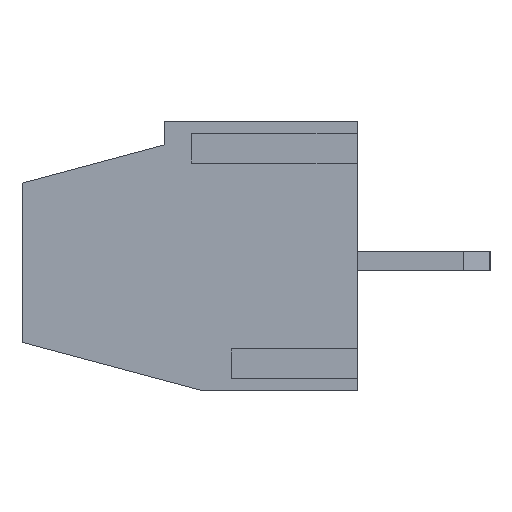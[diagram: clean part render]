
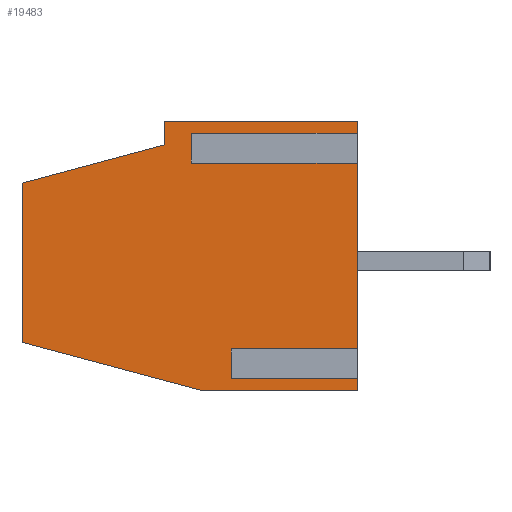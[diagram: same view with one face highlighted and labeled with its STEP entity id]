
A CAD part, left-side view. The second image highlights one B-rep face of the part: STEP entity #19483.
In plain terms, the highlighted planar face has unit normal (-1, 0, 0).
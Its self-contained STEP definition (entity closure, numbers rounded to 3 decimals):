
#61 = EDGE_CURVE ( 'NONE', #23088, #13099, #760, .T. ) ;
#713 = VERTEX_POINT ( 'NONE', #6994 ) ;
#760 = LINE ( 'NONE', #11261, #9738 ) ;
#959 = LINE ( 'NONE', #21851, #31104 ) ;
#968 = ORIENTED_EDGE ( 'NONE', *, *, #23890, .T. ) ;
#1100 = VERTEX_POINT ( 'NONE', #23655 ) ;
#1292 = VECTOR ( 'NONE', #30569, 1000. ) ;
#1487 = EDGE_CURVE ( 'NONE', #27566, #27304, #18589, .T. ) ;
#1530 = LINE ( 'NONE', #15126, #1292 ) ;
#1717 = FACE_OUTER_BOUND ( 'NONE', #27701, .T. ) ;
#1789 = CARTESIAN_POINT ( 'NONE',  ( -2.5, 5., 3.132 ) ) ;
#1953 = VECTOR ( 'NONE', #7121, 1000. ) ;
#1998 = DIRECTION ( 'NONE',  ( 0., 0., 1. ) ) ;
#2318 = ORIENTED_EDGE ( 'NONE', *, *, #31424, .F. ) ;
#2887 = DIRECTION ( 'NONE',  ( 0., -1., 0. ) ) ;
#3039 = ORIENTED_EDGE ( 'NONE', *, *, #21822, .T. ) ;
#3067 = DIRECTION ( 'NONE',  ( 0., 0., -1. ) ) ;
#3586 = EDGE_CURVE ( 'NONE', #17286, #18702, #13169, .T. ) ;
#3957 = VECTOR ( 'NONE', #3067, 1000. ) ;
#4267 = DIRECTION ( 'NONE',  ( 0., -1., 0. ) ) ;
#4945 = PLANE ( 'NONE',  #12111 ) ;
#5111 = LINE ( 'NONE', #21202, #34018 ) ;
#5202 = EDGE_CURVE ( 'NONE', #23088, #17286, #959, .T. ) ;
#5443 = CARTESIAN_POINT ( 'NONE',  ( -2.5, 5., 3.132 ) ) ;
#5561 = CARTESIAN_POINT ( 'NONE',  ( -2.5, 10.1, -2.452 ) ) ;
#5887 = ORIENTED_EDGE ( 'NONE', *, *, #7044, .F. ) ;
#6309 = ORIENTED_EDGE ( 'NONE', *, *, #1487, .F. ) ;
#6676 = VERTEX_POINT ( 'NONE', #15324 ) ;
#6994 = CARTESIAN_POINT ( 'NONE',  ( -2.5, 0., 3.668 ) ) ;
#7044 = EDGE_CURVE ( 'NONE', #20379, #6676, #1530, .T. ) ;
#7094 = CARTESIAN_POINT ( 'NONE',  ( -2.5, 5.8, 4.2 ) ) ;
#7121 = DIRECTION ( 'NONE',  ( 0., 0., 1. ) ) ;
#7204 = LINE ( 'NONE', #28317, #28790 ) ;
#8090 = VERTEX_POINT ( 'NONE', #7094 ) ;
#8636 = ORIENTED_EDGE ( 'NONE', *, *, #61, .T. ) ;
#9126 = DIRECTION ( 'NONE',  ( 0., 0., 1. ) ) ;
#9293 = VECTOR ( 'NONE', #26990, 1000. ) ;
#9738 = VECTOR ( 'NONE', #22172, 1000. ) ;
#9763 = VERTEX_POINT ( 'NONE', #33381 ) ;
#9911 = CARTESIAN_POINT ( 'NONE',  ( -2.5, 10.1, 2.348 ) ) ;
#10674 = EDGE_CURVE ( 'NONE', #20379, #9763, #5111, .T. ) ;
#11181 = EDGE_CURVE ( 'NONE', #19988, #8090, #29043, .T. ) ;
#11261 = CARTESIAN_POINT ( 'NONE',  ( -2.5, 10.1, -3.9 ) ) ;
#12111 = AXIS2_PLACEMENT_3D ( 'NONE', #15477, #15144, #33184 ) ;
#12550 = ORIENTED_EDGE ( 'NONE', *, *, #11181, .F. ) ;
#13076 = DIRECTION ( 'NONE',  ( 0., 0., 1. ) ) ;
#13099 = VERTEX_POINT ( 'NONE', #31735 ) ;
#13165 = ORIENTED_EDGE ( 'NONE', *, *, #15411, .T. ) ;
#13169 = LINE ( 'NONE', #15901, #22713 ) ;
#13669 = CARTESIAN_POINT ( 'NONE',  ( -2.5, 10.1, 4.2 ) ) ;
#13839 = ORIENTED_EDGE ( 'NONE', *, *, #16538, .T. ) ;
#15126 = CARTESIAN_POINT ( 'NONE',  ( -2.5, 3.8, -3.368 ) ) ;
#15144 = DIRECTION ( 'NONE',  ( 1., 0., 0. ) ) ;
#15182 = LINE ( 'NONE', #25760, #25685 ) ;
#15324 = CARTESIAN_POINT ( 'NONE',  ( -2.5, 0., -3.368 ) ) ;
#15411 = EDGE_CURVE ( 'NONE', #24740, #713, #7204, .T. ) ;
#15477 = CARTESIAN_POINT ( 'NONE',  ( -2.5, 10.1, 4.2 ) ) ;
#15901 = CARTESIAN_POINT ( 'NONE',  ( -2.5, 10.1, 4.2 ) ) ;
#16538 = EDGE_CURVE ( 'NONE', #26538, #27304, #33434, .T. ) ;
#16878 = ORIENTED_EDGE ( 'NONE', *, *, #32828, .T. ) ;
#17218 = ORIENTED_EDGE ( 'NONE', *, *, #19797, .F. ) ;
#17269 = DIRECTION ( 'NONE',  ( 0., 0., 1. ) ) ;
#17286 = VERTEX_POINT ( 'NONE', #5561 ) ;
#17614 = CARTESIAN_POINT ( 'NONE',  ( -2.5, 5., 3.668 ) ) ;
#18095 = CARTESIAN_POINT ( 'NONE',  ( -2.5, 5.8, 3.5 ) ) ;
#18127 = CARTESIAN_POINT ( 'NONE',  ( -2.5, 5.8, 3.5 ) ) ;
#18337 = LINE ( 'NONE', #13669, #9293 ) ;
#18589 = LINE ( 'NONE', #5443, #29116 ) ;
#18702 = VERTEX_POINT ( 'NONE', #31444 ) ;
#19030 = CARTESIAN_POINT ( 'NONE',  ( -2.5, 0., -2.832 ) ) ;
#19158 = CARTESIAN_POINT ( 'NONE',  ( -2.5, 3.8, -2.832 ) ) ;
#19483 = ADVANCED_FACE ( 'NONE', ( #1717 ), #4945, .F. ) ;
#19797 = EDGE_CURVE ( 'NONE', #8090, #1100, #18337, .T. ) ;
#19988 = VERTEX_POINT ( 'NONE', #18095 ) ;
#20118 = ORIENTED_EDGE ( 'NONE', *, *, #10674, .T. ) ;
#20297 = VECTOR ( 'NONE', #22878, 1000. ) ;
#20379 = VERTEX_POINT ( 'NONE', #20507 ) ;
#20507 = CARTESIAN_POINT ( 'NONE',  ( -2.5, 3.8, -3.368 ) ) ;
#21202 = CARTESIAN_POINT ( 'NONE',  ( -2.5, 3.8, -3.368 ) ) ;
#21262 = DIRECTION ( 'NONE',  ( 0., -1., 0. ) ) ;
#21822 = EDGE_CURVE ( 'NONE', #9763, #26538, #29404, .T. ) ;
#21851 = CARTESIAN_POINT ( 'NONE',  ( -2.5, 10.1, -2.452 ) ) ;
#22172 = DIRECTION ( 'NONE',  ( 0., -1., 0. ) ) ;
#22713 = VECTOR ( 'NONE', #9126, 1000. ) ;
#22878 = DIRECTION ( 'NONE',  ( 0., -0.966, 0.259 ) ) ;
#23088 = VERTEX_POINT ( 'NONE', #26902 ) ;
#23225 = ORIENTED_EDGE ( 'NONE', *, *, #5202, .F. ) ;
#23655 = CARTESIAN_POINT ( 'NONE',  ( -2.5, 0., 4.2 ) ) ;
#23890 = EDGE_CURVE ( 'NONE', #13099, #6676, #15182, .T. ) ;
#24462 = LINE ( 'NONE', #24824, #3957 ) ;
#24740 = VERTEX_POINT ( 'NONE', #17614 ) ;
#24779 = DIRECTION ( 'NONE',  ( 0., 0.966, 0.259 ) ) ;
#24824 = CARTESIAN_POINT ( 'NONE',  ( -2.5, 5., 3.668 ) ) ;
#25145 = LINE ( 'NONE', #9911, #20297 ) ;
#25685 = VECTOR ( 'NONE', #17269, 1000. ) ;
#25760 = CARTESIAN_POINT ( 'NONE',  ( -2.5, 0., 4.2 ) ) ;
#26312 = EDGE_CURVE ( 'NONE', #18702, #19988, #25145, .T. ) ;
#26538 = VERTEX_POINT ( 'NONE', #19030 ) ;
#26902 = CARTESIAN_POINT ( 'NONE',  ( -2.5, 4.697, -3.9 ) ) ;
#26990 = DIRECTION ( 'NONE',  ( 0., -1., 0. ) ) ;
#27304 = VERTEX_POINT ( 'NONE', #29288 ) ;
#27566 = VERTEX_POINT ( 'NONE', #1789 ) ;
#27701 = EDGE_LOOP ( 'NONE', ( #5887, #20118, #3039, #13839, #6309, #2318, #13165, #16878, #17218, #12550, #31176, #31504, #23225, #8636, #968 ) ) ;
#27861 = VECTOR ( 'NONE', #1998, 1000. ) ;
#28317 = CARTESIAN_POINT ( 'NONE',  ( -2.5, 5., 3.668 ) ) ;
#28450 = CARTESIAN_POINT ( 'NONE',  ( -2.5, 0., 4.2 ) ) ;
#28790 = VECTOR ( 'NONE', #4267, 1000. ) ;
#29043 = LINE ( 'NONE', #18127, #32363 ) ;
#29069 = LINE ( 'NONE', #28450, #27861 ) ;
#29116 = VECTOR ( 'NONE', #2887, 1000. ) ;
#29288 = CARTESIAN_POINT ( 'NONE',  ( -2.5, 0., 3.132 ) ) ;
#29404 = LINE ( 'NONE', #19158, #30518 ) ;
#30518 = VECTOR ( 'NONE', #21262, 1000. ) ;
#30569 = DIRECTION ( 'NONE',  ( 0., -1., 0. ) ) ;
#30840 = CARTESIAN_POINT ( 'NONE',  ( -2.5, 0., 4.2 ) ) ;
#31104 = VECTOR ( 'NONE', #24779, 1000. ) ;
#31176 = ORIENTED_EDGE ( 'NONE', *, *, #26312, .F. ) ;
#31424 = EDGE_CURVE ( 'NONE', #24740, #27566, #24462, .T. ) ;
#31444 = CARTESIAN_POINT ( 'NONE',  ( -2.5, 10.1, 2.348 ) ) ;
#31504 = ORIENTED_EDGE ( 'NONE', *, *, #3586, .F. ) ;
#31653 = DIRECTION ( 'NONE',  ( 0., 0., 1. ) ) ;
#31735 = CARTESIAN_POINT ( 'NONE',  ( -2.5, 0., -3.9 ) ) ;
#32363 = VECTOR ( 'NONE', #31653, 1000. ) ;
#32828 = EDGE_CURVE ( 'NONE', #713, #1100, #29069, .T. ) ;
#33184 = DIRECTION ( 'NONE',  ( 0., 0., -1. ) ) ;
#33381 = CARTESIAN_POINT ( 'NONE',  ( -2.5, 3.8, -2.832 ) ) ;
#33434 = LINE ( 'NONE', #30840, #1953 ) ;
#34018 = VECTOR ( 'NONE', #13076, 1000. ) ;
